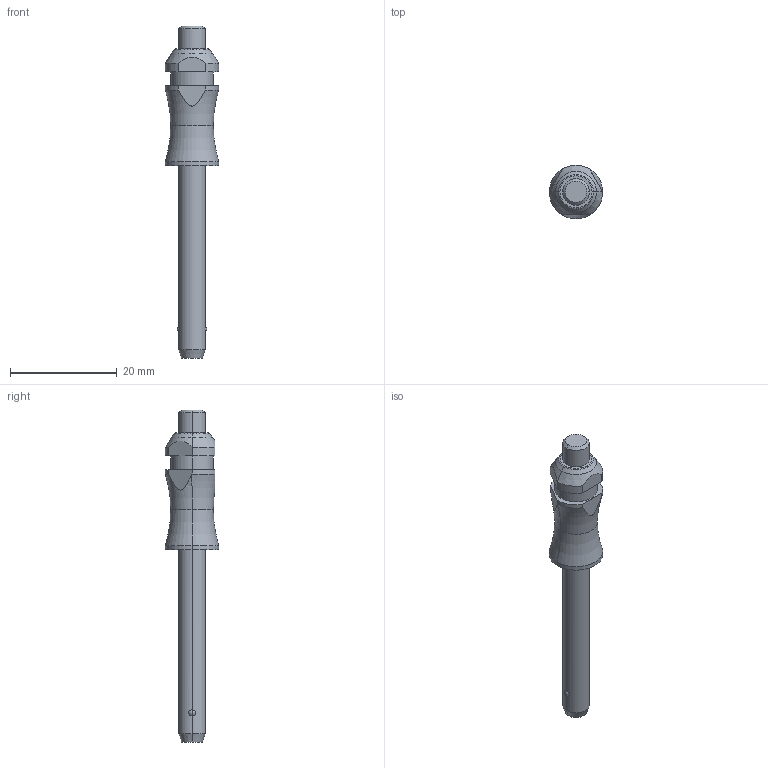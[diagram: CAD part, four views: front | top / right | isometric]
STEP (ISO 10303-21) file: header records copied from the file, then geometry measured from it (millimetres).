
FILE_DESCRIPTION(('STEP AP214'),'1');
FILE_NAME('HALDERN_EH_22370_0016.stp','2018-02-07T15:26:14',('TraceParts'),('TraceParts S.A.'),'Spatial InterOp 3D',' ',' ');
FILE_SCHEMA(('automotive_design'));
Length unit declared in the file: millimetre
Products named in the file (1): HALDERN_EH_22370_0016
Bounding box: 10 x 10 x 62.2 mm (x, y, z)
Volume: 2080.4 mm3; surface area: 1386.8 mm2
Topology: 1 solids, 1 shells, 44 faces, 103 edges, 65 vertices
Faces by surface type: cylinder 14, plane 12, cone 8, torus 6, sphere 4
Entity records: 1886 total; most frequent: CARTESIAN_POINT 498, DIRECTION 228, ORIENTED_EDGE 206, EDGE_CURVE 103, AXIS2_PLACEMENT_3D 96, VERTEX_POINT 65, CIRCLE 51, EDGE_LOOP 48
